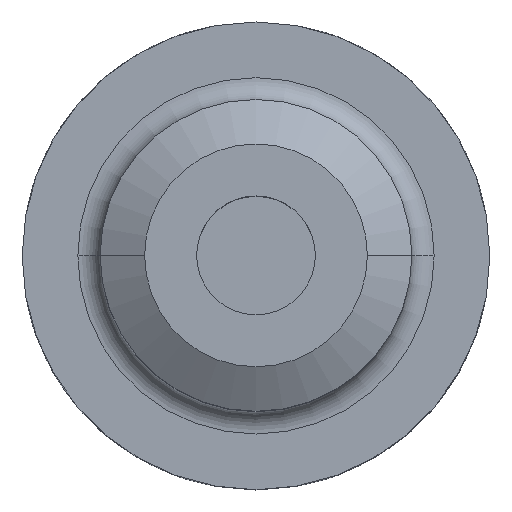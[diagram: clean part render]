
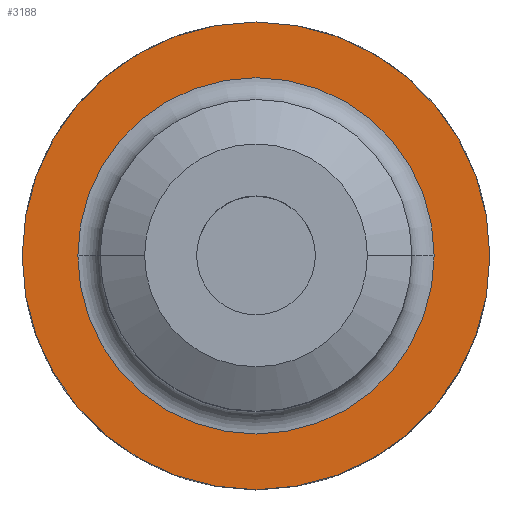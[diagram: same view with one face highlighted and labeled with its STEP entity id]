
A CAD part, top view. The second image highlights one B-rep face of the part: STEP entity #3188.
In plain terms, the highlighted planar face has unit normal (0, 0, 1).
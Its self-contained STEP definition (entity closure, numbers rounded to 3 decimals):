
#579 = DIRECTION ( 'NONE',  ( -1., 0., 0. ) ) ;
#599 = DIRECTION ( 'NONE',  ( 0., 0., -1. ) ) ;
#630 = CARTESIAN_POINT ( 'NONE',  ( 31.5, 0., 22. ) ) ;
#633 = CARTESIAN_POINT ( 'NONE',  ( 0., 0., 22. ) ) ;
#679 = ORIENTED_EDGE ( 'NONE', *, *, #2817, .T. ) ;
#925 = CARTESIAN_POINT ( 'NONE',  ( -24., 0., 22. ) ) ;
#1153 = PLANE ( 'NONE',  #2713 ) ;
#1328 = AXIS2_PLACEMENT_3D ( 'NONE', #4590, #2206, #4982 ) ;
#1358 = DIRECTION ( 'NONE',  ( 0., 0., 1. ) ) ;
#1511 = EDGE_CURVE ( 'NONE', #1713, #3107, #3026, .T. ) ;
#1523 = EDGE_LOOP ( 'NONE', ( #3205, #679 ) ) ;
#1648 = CARTESIAN_POINT ( 'NONE',  ( -31.5, 0., 22. ) ) ;
#1713 = VERTEX_POINT ( 'NONE', #925 ) ;
#1755 = CARTESIAN_POINT ( 'NONE',  ( 24., 0., 22. ) ) ;
#1883 = FACE_OUTER_BOUND ( 'NONE', #1523, .T. ) ;
#1925 = CARTESIAN_POINT ( 'NONE',  ( 0., 0., 22. ) ) ;
#1952 = VERTEX_POINT ( 'NONE', #1648 ) ;
#2145 = VERTEX_POINT ( 'NONE', #630 ) ;
#2206 = DIRECTION ( 'NONE',  ( 0., 0., -1. ) ) ;
#2315 = DIRECTION ( 'NONE',  ( -1., 0., 0. ) ) ;
#2364 = AXIS2_PLACEMENT_3D ( 'NONE', #1925, #3712, #2315 ) ;
#2713 = AXIS2_PLACEMENT_3D ( 'NONE', #633, #599, #579 ) ;
#2817 = EDGE_CURVE ( 'NONE', #1952, #2145, #4627, .T. ) ;
#2839 = CIRCLE ( 'NONE', #1328, 24. ) ;
#3026 = CIRCLE ( 'NONE', #2364, 24. ) ;
#3107 = VERTEX_POINT ( 'NONE', #1755 ) ;
#3188 = ADVANCED_FACE ( 'NONE', ( #4922, #1883 ), #1153, .F. ) ;
#3205 = ORIENTED_EDGE ( 'NONE', *, *, #4396, .T. ) ;
#3306 = DIRECTION ( 'NONE',  ( 1., 0., 0. ) ) ;
#3663 = DIRECTION ( 'NONE',  ( 0., 0., 1. ) ) ;
#3687 = CARTESIAN_POINT ( 'NONE',  ( 0., 0., 22. ) ) ;
#3706 = CARTESIAN_POINT ( 'NONE',  ( 0., 0., 22. ) ) ;
#3712 = DIRECTION ( 'NONE',  ( 0., 0., -1. ) ) ;
#3988 = CIRCLE ( 'NONE', #4076, 31.5 ) ;
#4076 = AXIS2_PLACEMENT_3D ( 'NONE', #3706, #1358, #4116 ) ;
#4116 = DIRECTION ( 'NONE',  ( 1., 0., 0. ) ) ;
#4396 = EDGE_CURVE ( 'NONE', #2145, #1952, #3988, .T. ) ;
#4476 = EDGE_CURVE ( 'NONE', #3107, #1713, #2839, .T. ) ;
#4527 = ORIENTED_EDGE ( 'NONE', *, *, #1511, .T. ) ;
#4559 = AXIS2_PLACEMENT_3D ( 'NONE', #3687, #3663, #3306 ) ;
#4590 = CARTESIAN_POINT ( 'NONE',  ( 0., 0., 22. ) ) ;
#4627 = CIRCLE ( 'NONE', #4559, 31.5 ) ;
#4650 = ORIENTED_EDGE ( 'NONE', *, *, #4476, .T. ) ;
#4922 = FACE_BOUND ( 'NONE', #4948, .T. ) ;
#4948 = EDGE_LOOP ( 'NONE', ( #4527, #4650 ) ) ;
#4982 = DIRECTION ( 'NONE',  ( -1., 0., 0. ) ) ;
